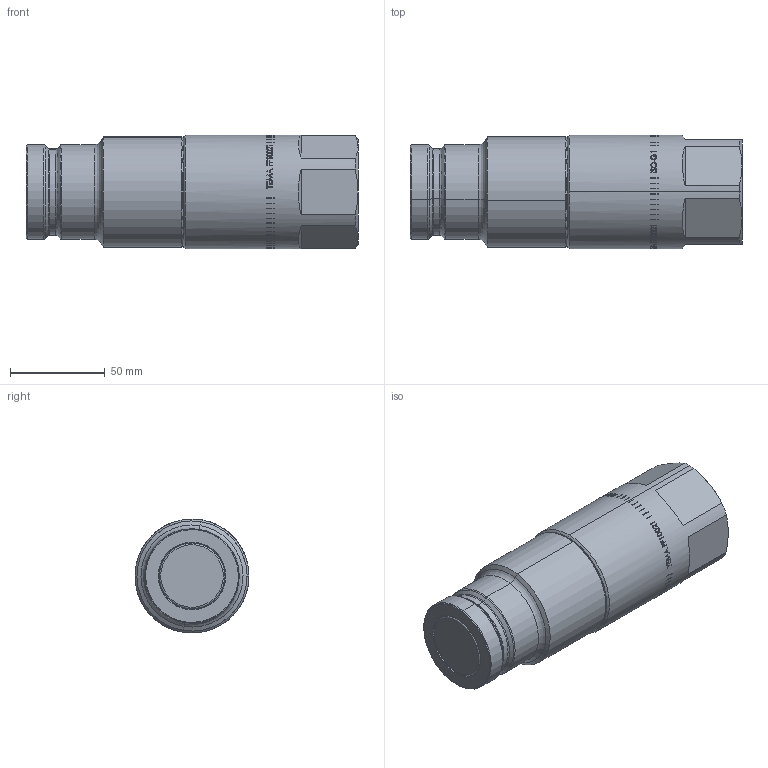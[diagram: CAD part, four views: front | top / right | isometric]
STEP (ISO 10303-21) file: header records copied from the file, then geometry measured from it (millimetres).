
FILE_DESCRIPTION (( 'STEP AP214' ), '1' );
FILE_NAME ('FF10021 C.STEP', '2015-08-31T14:03:14', ( 'admin' ), ( 'Microsoft' ), 'SwSTEP 2.0', 'SolidWorks 2009', '' );
FILE_SCHEMA (( 'AUTOMOTIVE_DESIGN' ));
Length unit declared in the file: millimetre
Products named in the file (1): FF10021 C
Bounding box: 174.85 x 60 x 60 mm (x, y, z)
Volume: 423186.9 mm3; surface area: 41468.7 mm2
Topology: 1 solids, 1 shells, 624 faces, 1570 edges, 1029 vertices
Faces by surface type: plane 294, bspline 187, cylinder 96, cone 31, torus 16
Entity records: 39573 total; most frequent: CARTESIAN_POINT 25964, ORIENTED_EDGE 3140, DIRECTION 2231, EDGE_CURVE 1570, VERTEX_POINT 1029, AXIS2_PLACEMENT_3D 841, EDGE_LOOP 705, FACE_OUTER_BOUND 624
